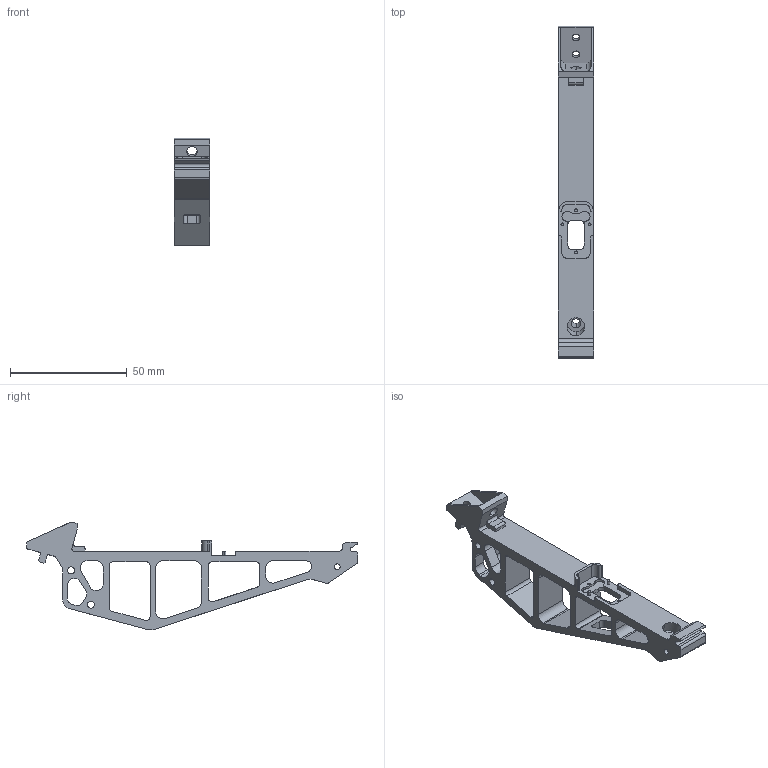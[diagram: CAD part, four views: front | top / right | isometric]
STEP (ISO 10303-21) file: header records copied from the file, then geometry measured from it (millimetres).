
FILE_DESCRIPTION (( 'STEP AP214' ), '1' );
FILE_NAME ('盓傅殤B倰.STEP', '2018-11-20T11:49:54', ( 'hh' ), ( 'Microsoft' ), 'SwSTEP 2.0', 'SolidWorks 2016', '' );
FILE_SCHEMA (( 'AUTOMOTIVE_DESIGN' ));
Length unit declared in the file: millimetre
Products named in the file (1): 盓傅殤B倰
Bounding box: 15 x 142.18 x 46.21 mm (x, y, z)
Volume: 20349 mm3; surface area: 14803.9 mm2
Topology: 1 solids, 1 shells, 218 faces, 634 edges, 421 vertices
Faces by surface type: cylinder 114, plane 104
Entity records: 7369 total; most frequent: CARTESIAN_POINT 1328, DIRECTION 1271, ORIENTED_EDGE 1268, EDGE_CURVE 634, AXIS2_PLACEMENT_3D 436, VERTEX_POINT 421, LINE 399, VECTOR 399
